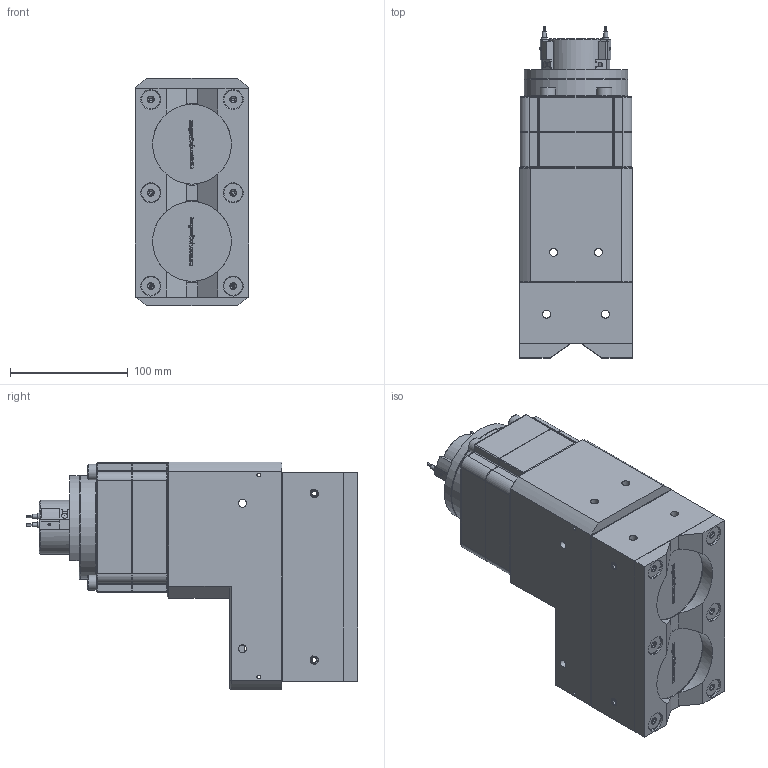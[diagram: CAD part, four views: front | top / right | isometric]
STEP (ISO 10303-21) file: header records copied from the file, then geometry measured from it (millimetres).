
FILE_DESCRIPTION(/* description */ (''),/* implementation_level */ '2;1');
FILE_NAME(/* name */ 'MS-8140391.stp',/* time_stamp */ '2013-11-29T13:18:09+01:00',/* author */ ('bs'),/* organization */ (''),/* preprocessor_version */ 'ST-DEVELOPER v15.2',/* originating_system */ 'Autodesk Inventor 2014',/* authorisation */ '');
FILE_SCHEMA (('AUTOMOTIVE_DESIGN { 1 0 10303 214 3 1 1 }'));
Length unit declared in the file: millimetre
Products named in the file (1): 8140391_p
Bounding box: 96 x 281.75 x 193.5 mm (x, y, z)
Surface area: 213557.6 mm2 (no closed solid volume)
Topology: 0 solids, 40 shells, 814 faces, 4023 edges, 3129 vertices
Faces by surface type: plane 501, cylinder 143, cone 126, torus 20, bspline 18, sphere 6
Full cylindrical faces by diameter (mm): 1 x4, 2 x2, 3 x4, 3.4 x2, 5 x3, 6.8 x16, 8 x1, 9.5 x2, 12.7 x2, 13 x6, 13.2 x6, 14 x2, 16 x2, 17 x6, 46 x1, 68 x2, 88 x1
Entity records: 42194 total; most frequent: CARTESIAN_POINT 11077, DIRECTION 5884, ORIENTED_EDGE 5180, EDGE_CURVE 3902, VERTEX_POINT 3121, LINE 3076, VECTOR 3076, AXIS2_PLACEMENT_3D 1404
